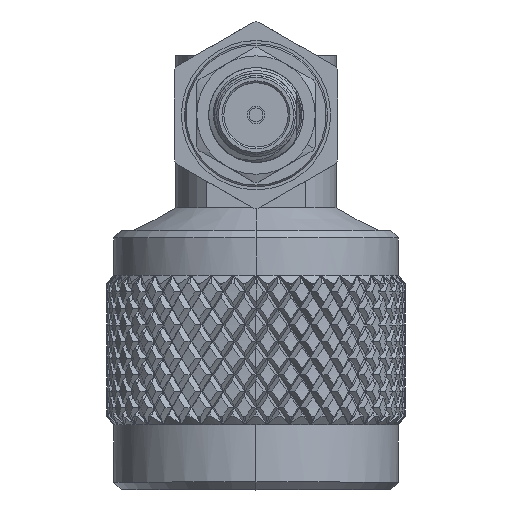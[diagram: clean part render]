
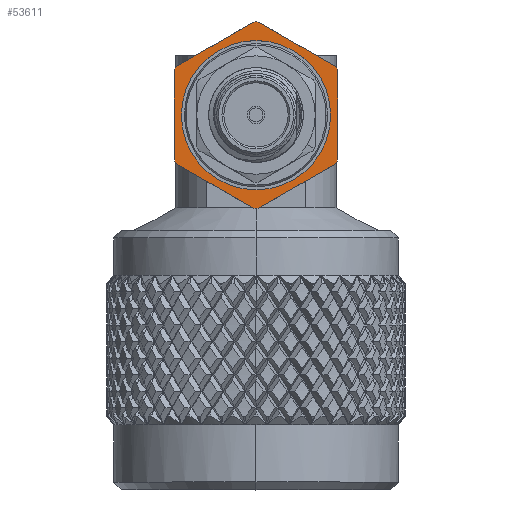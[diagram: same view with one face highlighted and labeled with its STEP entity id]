
A CAD part, top view. The second image highlights one B-rep face of the part: STEP entity #53611.
In plain terms, the highlighted face is planar.
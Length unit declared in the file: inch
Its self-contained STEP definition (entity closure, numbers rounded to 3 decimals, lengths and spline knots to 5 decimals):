
#381 = CARTESIAN_POINT ( 'NONE',  ( 0.433, 0.24999, 0. ) ) ;
#813 = DIRECTION ( 'NONE',  ( 0., 0., -1. ) ) ;
#891 = VECTOR ( 'NONE', #44661, 39.37008 ) ;
#1271 = CIRCLE ( 'NONE', #66098, 0.24633 ) ;
#1881 = ORIENTED_EDGE ( 'NONE', *, *, #68215, .T. ) ;
#2080 = VERTEX_POINT ( 'NONE', #111236 ) ;
#4235 = CARTESIAN_POINT ( 'NONE',  ( 0.433, 0., 0. ) ) ;
#6168 = VECTOR ( 'NONE', #68238, 39.37008 ) ;
#7555 = DIRECTION ( 'NONE',  ( 0., 1., 0. ) ) ;
#10167 = CARTESIAN_POINT ( 'NONE',  ( 0.433, 0., 0. ) ) ;
#11266 = DIRECTION ( 'NONE',  ( 0., 0.5, -0.866 ) ) ;
#11381 = VERTEX_POINT ( 'NONE', #82237 ) ;
#12496 = VERTEX_POINT ( 'NONE', #69522 ) ;
#13017 = EDGE_LOOP ( 'NONE', ( #61878, #87196, #95558, #75602, #16051, #32570, #39094, #43252, #19306, #46949, #36636, #14322 ) ) ;
#13104 = DIRECTION ( 'NONE',  ( 1., 0., 0. ) ) ;
#14322 = ORIENTED_EDGE ( 'NONE', *, *, #50992, .T. ) ;
#15602 = CARTESIAN_POINT ( 'NONE',  ( 0.433, 0., 0. ) ) ;
#16051 = ORIENTED_EDGE ( 'NONE', *, *, #45114, .F. ) ;
#16128 = VERTEX_POINT ( 'NONE', #80944 ) ;
#19306 = ORIENTED_EDGE ( 'NONE', *, *, #34789, .F. ) ;
#20348 = CARTESIAN_POINT ( 'NONE',  ( 0.433, 0.24624, -0.00649 ) ) ;
#21566 = DIRECTION ( 'NONE',  ( 1., 0., 0. ) ) ;
#21723 = DIRECTION ( 'NONE',  ( 1., 0., 0. ) ) ;
#22545 = CARTESIAN_POINT ( 'NONE',  ( 0.433, 0., 0. ) ) ;
#23774 = DIRECTION ( 'NONE',  ( 0., 0., -1. ) ) ;
#23824 = LINE ( 'NONE', #27293, #891 ) ;
#25302 = CARTESIAN_POINT ( 'NONE',  ( 0.433, 0.19735, 0. ) ) ;
#26398 = DIRECTION ( 'NONE',  ( 0., -0.5, -0.866 ) ) ;
#27293 = CARTESIAN_POINT ( 'NONE',  ( 0.433, -0.24999, 0. ) ) ;
#27535 = DIRECTION ( 'NONE',  ( 1., 0., 0. ) ) ;
#27919 = ORIENTED_EDGE ( 'NONE', *, *, #45636, .T. ) ;
#28545 = VERTEX_POINT ( 'NONE', #72741 ) ;
#28879 = LINE ( 'NONE', #381, #104595 ) ;
#29082 = LINE ( 'NONE', #111155, #6168 ) ;
#31287 = EDGE_CURVE ( 'NONE', #67683, #84467, #28879, .T. ) ;
#31574 = VERTEX_POINT ( 'NONE', #85216 ) ;
#31733 = VECTOR ( 'NONE', #7555, 39.37008 ) ;
#32570 = ORIENTED_EDGE ( 'NONE', *, *, #62536, .T. ) ;
#32595 = AXIS2_PLACEMENT_3D ( 'NONE', #36833, #97545, #88149 ) ;
#32943 = VERTEX_POINT ( 'NONE', #37907 ) ;
#33382 = DIRECTION ( 'NONE',  ( 0., 0., -1. ) ) ;
#33392 = VECTOR ( 'NONE', #44335, 39.37008 ) ;
#33394 = AXIS2_PLACEMENT_3D ( 'NONE', #44598, #87619, #813 ) ;
#33788 = CARTESIAN_POINT ( 'NONE',  ( 0.433, -0.1175, 0.2165 ) ) ;
#34789 = EDGE_CURVE ( 'NONE', #16128, #2080, #63709, .T. ) ;
#36636 = ORIENTED_EDGE ( 'NONE', *, *, #93458, .F. ) ;
#36833 = CARTESIAN_POINT ( 'NONE',  ( 0.433, 0., 0. ) ) ;
#37907 = CARTESIAN_POINT ( 'NONE',  ( 0.433, 0.12874, 0.21001 ) ) ;
#38392 = AXIS2_PLACEMENT_3D ( 'NONE', #22545, #13104, #56571 ) ;
#39094 = ORIENTED_EDGE ( 'NONE', *, *, #92877, .F. ) ;
#39572 = FACE_BOUND ( 'NONE', #110722, .T. ) ;
#40194 = EDGE_CURVE ( 'NONE', #12496, #2080, #29082, .T. ) ;
#40459 = DIRECTION ( 'NONE',  ( 1., 0., 0. ) ) ;
#41348 = DIRECTION ( 'NONE',  ( 1., 0., 0. ) ) ;
#43252 = ORIENTED_EDGE ( 'NONE', *, *, #40194, .T. ) ;
#43440 = DIRECTION ( 'NONE',  ( -1., 0., 0. ) ) ;
#44335 = DIRECTION ( 'NONE',  ( 0., -1., 0. ) ) ;
#44598 = CARTESIAN_POINT ( 'NONE',  ( 0.433, 0., 0. ) ) ;
#44661 = DIRECTION ( 'NONE',  ( 0., 0.5, 0.866 ) ) ;
#45114 = EDGE_CURVE ( 'NONE', #28545, #84467, #59697, .T. ) ;
#45636 = EDGE_CURVE ( 'NONE', #59172, #11381, #74513, .T. ) ;
#46949 = ORIENTED_EDGE ( 'NONE', *, *, #89089, .T. ) ;
#47647 = FACE_OUTER_BOUND ( 'NONE', #13017, .T. ) ;
#47770 = CARTESIAN_POINT ( 'NONE',  ( 0.433, 0., 0. ) ) ;
#48317 = AXIS2_PLACEMENT_3D ( 'NONE', #75888, #40459, #23774 ) ;
#48576 = LINE ( 'NONE', #105281, #110595 ) ;
#49635 = LINE ( 'NONE', #77937, #33392 ) ;
#50135 = CARTESIAN_POINT ( 'NONE',  ( 0.433, -0.12874, 0.21001 ) ) ;
#50992 = EDGE_CURVE ( 'NONE', #86840, #31574, #88461, .T. ) ;
#51732 = DIRECTION ( 'NONE',  ( 0., 0., -1. ) ) ;
#53611 = ADVANCED_FACE ( 'NONE', ( #39572, #47647 ), #61188, .T. ) ;
#54007 = CIRCLE ( 'NONE', #60259, 0.24633 ) ;
#56571 = DIRECTION ( 'NONE',  ( 0., 0., -1. ) ) ;
#57889 = CARTESIAN_POINT ( 'NONE',  ( 0.433, 0.12874, -0.21001 ) ) ;
#59172 = VERTEX_POINT ( 'NONE', #111375 ) ;
#59697 = CIRCLE ( 'NONE', #38392, 0.24633 ) ;
#60259 = AXIS2_PLACEMENT_3D ( 'NONE', #10167, #27535, #51732 ) ;
#61188 = PLANE ( 'NONE',  #74389 ) ;
#61878 = ORIENTED_EDGE ( 'NONE', *, *, #90761, .F. ) ;
#62536 = EDGE_CURVE ( 'NONE', #28545, #74034, #49635, .T. ) ;
#63709 = CIRCLE ( 'NONE', #33394, 0.24633 ) ;
#65919 = DIRECTION ( 'NONE',  ( 0., 0., -1. ) ) ;
#66098 = AXIS2_PLACEMENT_3D ( 'NONE', #4235, #21566, #101210 ) ;
#66681 = VERTEX_POINT ( 'NONE', #50135 ) ;
#67095 = EDGE_CURVE ( 'NONE', #67683, #106255, #72211, .T. ) ;
#67276 = CARTESIAN_POINT ( 'NONE',  ( 0.433, -0.125, 0.2165 ) ) ;
#67683 = VERTEX_POINT ( 'NONE', #20348 ) ;
#68215 = EDGE_CURVE ( 'NONE', #11381, #59172, #80212, .T. ) ;
#68238 = DIRECTION ( 'NONE',  ( 0., -0.5, 0.866 ) ) ;
#69522 = CARTESIAN_POINT ( 'NONE',  ( 0.433, -0.12874, -0.21001 ) ) ;
#72211 = CIRCLE ( 'NONE', #77443, 0.24633 ) ;
#72741 = CARTESIAN_POINT ( 'NONE',  ( 0.433, 0.1175, -0.2165 ) ) ;
#74034 = VERTEX_POINT ( 'NONE', #94329 ) ;
#74389 = AXIS2_PLACEMENT_3D ( 'NONE', #25302, #43440, #77433 ) ;
#74484 = CIRCLE ( 'NONE', #48317, 0.24633 ) ;
#74513 = CIRCLE ( 'NONE', #32595, 0.19735 ) ;
#75602 = ORIENTED_EDGE ( 'NONE', *, *, #31287, .T. ) ;
#75888 = CARTESIAN_POINT ( 'NONE',  ( 0.433, 0., 0. ) ) ;
#77433 = DIRECTION ( 'NONE',  ( 0., 0., 1. ) ) ;
#77443 = AXIS2_PLACEMENT_3D ( 'NONE', #15602, #41348, #33382 ) ;
#77937 = CARTESIAN_POINT ( 'NONE',  ( 0.433, 0.125, -0.2165 ) ) ;
#80212 = CIRCLE ( 'NONE', #107777, 0.19735 ) ;
#80944 = CARTESIAN_POINT ( 'NONE',  ( 0.433, -0.24624, 0.00649 ) ) ;
#82237 = CARTESIAN_POINT ( 'NONE',  ( 0.433, 0., 0.19735 ) ) ;
#84467 = VERTEX_POINT ( 'NONE', #57889 ) ;
#84857 = CARTESIAN_POINT ( 'NONE',  ( 0.433, 0.24624, 0.00649 ) ) ;
#85216 = CARTESIAN_POINT ( 'NONE',  ( 0.433, 0.1175, 0.2165 ) ) ;
#86840 = VERTEX_POINT ( 'NONE', #33788 ) ;
#87196 = ORIENTED_EDGE ( 'NONE', *, *, #92925, .T. ) ;
#87619 = DIRECTION ( 'NONE',  ( 1., 0., 0. ) ) ;
#88149 = DIRECTION ( 'NONE',  ( 0., 0., -1. ) ) ;
#88461 = LINE ( 'NONE', #67276, #31733 ) ;
#89089 = EDGE_CURVE ( 'NONE', #16128, #66681, #23824, .T. ) ;
#90761 = EDGE_CURVE ( 'NONE', #32943, #31574, #74484, .T. ) ;
#92877 = EDGE_CURVE ( 'NONE', #12496, #74034, #54007, .T. ) ;
#92925 = EDGE_CURVE ( 'NONE', #32943, #106255, #48576, .T. ) ;
#93458 = EDGE_CURVE ( 'NONE', #86840, #66681, #1271, .T. ) ;
#94329 = CARTESIAN_POINT ( 'NONE',  ( 0.433, -0.1175, -0.2165 ) ) ;
#95558 = ORIENTED_EDGE ( 'NONE', *, *, #67095, .F. ) ;
#97545 = DIRECTION ( 'NONE',  ( 1., 0., 0. ) ) ;
#101210 = DIRECTION ( 'NONE',  ( 0., 0., -1. ) ) ;
#104595 = VECTOR ( 'NONE', #26398, 39.37008 ) ;
#105281 = CARTESIAN_POINT ( 'NONE',  ( 0.433, 0.125, 0.2165 ) ) ;
#106255 = VERTEX_POINT ( 'NONE', #84857 ) ;
#107777 = AXIS2_PLACEMENT_3D ( 'NONE', #47770, #21723, #65919 ) ;
#110595 = VECTOR ( 'NONE', #11266, 39.37008 ) ;
#110722 = EDGE_LOOP ( 'NONE', ( #27919, #1881 ) ) ;
#111155 = CARTESIAN_POINT ( 'NONE',  ( 0.433, -0.125, -0.2165 ) ) ;
#111236 = CARTESIAN_POINT ( 'NONE',  ( 0.433, -0.24624, -0.00649 ) ) ;
#111375 = CARTESIAN_POINT ( 'NONE',  ( 0.433, 0., -0.19735 ) ) ;
